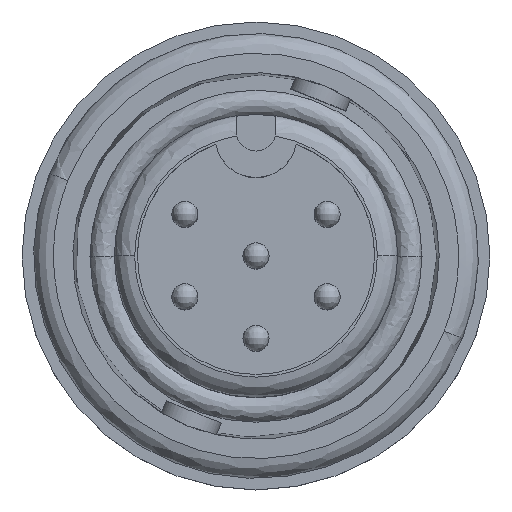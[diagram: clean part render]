
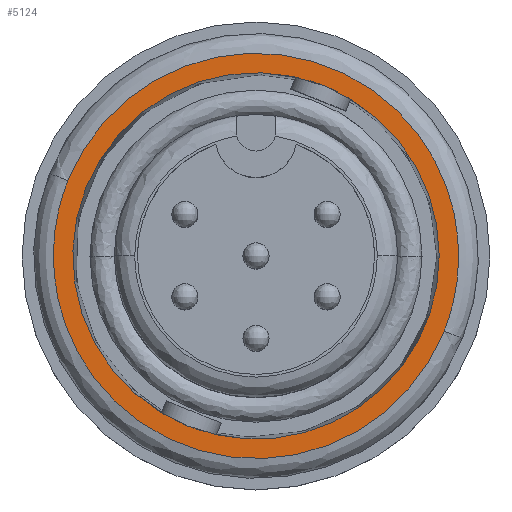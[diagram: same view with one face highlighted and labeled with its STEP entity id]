
A CAD part, top view. The second image highlights one B-rep face of the part: STEP entity #5124.
In plain terms, the highlighted planar face has unit normal (0, 0, 1).
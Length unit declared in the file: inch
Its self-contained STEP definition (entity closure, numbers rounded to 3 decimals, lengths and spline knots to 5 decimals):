
#238 =( BOUNDED_CURVE ( )  B_SPLINE_CURVE ( 3, ( #20761, #3835, #469, #12370 ),
 .UNSPECIFIED., .F., .F. ) 
 B_SPLINE_CURVE_WITH_KNOTS ( ( 4, 4 ),
 ( 0., 1. ),
 .UNSPECIFIED. ) 
 CURVE ( )  GEOMETRIC_REPRESENTATION_ITEM ( )  RATIONAL_B_SPLINE_CURVE ( ( 1., 0.333, 0.333, 1. ) ) 
 REPRESENTATION_ITEM ( '' )  );
#285 = VERTEX_POINT ( 'NONE', #10824 ) ;
#469 = CARTESIAN_POINT ( 'NONE',  ( -0.51394, -0.45678, -0.058 ) ) ;
#1416 = AXIS2_PLACEMENT_3D ( 'NONE', #16697, #6523, #18418 ) ;
#1570 = CARTESIAN_POINT ( 'NONE',  ( 0.2855, -0.11422, -0.058 ) ) ;
#1725 = ORIENTED_EDGE ( 'NONE', *, *, #20653, .F. ) ;
#2507 = CARTESIAN_POINT ( 'NONE',  ( 0., 0., -0.058 ) ) ;
#3119 = AXIS2_PLACEMENT_3D ( 'NONE', #2507, #14389, #4207 ) ;
#3835 = CARTESIAN_POINT ( 'NONE',  ( 0.05706, -0.68522, -0.058 ) ) ;
#4073 = DIRECTION ( 'NONE',  ( 0., 0., -1. ) ) ;
#4207 = DIRECTION ( 'NONE',  ( 1., 0., 0. ) ) ;
#5124 = ADVANCED_FACE ( 'NONE', ( #9283, #9824 ), #14242, .F. ) ;
#5464 = VERTEX_POINT ( 'NONE', #9942 ) ;
#6523 = DIRECTION ( 'NONE',  ( 0., 0., 1. ) ) ;
#7034 = DIRECTION ( 'NONE',  ( 0., 0., 1. ) ) ;
#7081 = CARTESIAN_POINT ( 'NONE',  ( 0.10326, 0.25811, -0.058 ) ) ;
#8079 = ORIENTED_EDGE ( 'NONE', *, *, #21657, .F. ) ;
#9031 = CARTESIAN_POINT ( 'NONE',  ( 0., 0., -0.058 ) ) ;
#9267 = EDGE_CURVE ( 'NONE', #19327, #17955, #19689, .T. ) ;
#9283 = FACE_OUTER_BOUND ( 'NONE', #21660, .T. ) ;
#9583 = AXIS2_PLACEMENT_3D ( 'NONE', #9031, #4073, #15936 ) ;
#9824 = FACE_BOUND ( 'NONE', #19313, .T. ) ;
#9942 = CARTESIAN_POINT ( 'NONE',  ( -0.2855, 0.11422, -0.058 ) ) ;
#10061 = CARTESIAN_POINT ( 'NONE',  ( -0.2855, 0.11422, -0.058 ) ) ;
#10488 = AXIS2_PLACEMENT_3D ( 'NONE', #17215, #7034, #18944 ) ;
#10749 = ORIENTED_EDGE ( 'NONE', *, *, #9267, .F. ) ;
#10824 = CARTESIAN_POINT ( 'NONE',  ( -0.10326, -0.25811, -0.058 ) ) ;
#11642 = CARTESIAN_POINT ( 'NONE',  ( 0.278, 0., -0.058 ) ) ;
#11757 = CARTESIAN_POINT ( 'NONE',  ( 0.51394, 0.45678, -0.058 ) ) ;
#12370 = CARTESIAN_POINT ( 'NONE',  ( -0.2855, 0.11422, -0.058 ) ) ;
#14025 = CARTESIAN_POINT ( 'NONE',  ( 0.2855, -0.11422, -0.058 ) ) ;
#14242 = PLANE ( 'NONE',  #9583 ) ;
#14389 = DIRECTION ( 'NONE',  ( 0., 0., 1. ) ) ;
#15134 =( BOUNDED_CURVE ( )  B_SPLINE_CURVE ( 3, ( #10061, #20233, #11757, #1570 ),
 .UNSPECIFIED., .F., .F. ) 
 B_SPLINE_CURVE_WITH_KNOTS ( ( 4, 4 ),
 ( 0., 1. ),
 .UNSPECIFIED. ) 
 CURVE ( )  GEOMETRIC_REPRESENTATION_ITEM ( )  RATIONAL_B_SPLINE_CURVE ( ( 1., 0.333, 0.333, 1. ) ) 
 REPRESENTATION_ITEM ( '' )  );
#15596 = CIRCLE ( 'NONE', #3119, 0.278 ) ;
#15936 = DIRECTION ( 'NONE',  ( -1., 0., 0. ) ) ;
#16697 = CARTESIAN_POINT ( 'NONE',  ( 0., 0., -0.058 ) ) ;
#16873 = VERTEX_POINT ( 'NONE', #14025 ) ;
#16918 = ORIENTED_EDGE ( 'NONE', *, *, #19643, .F. ) ;
#17215 = CARTESIAN_POINT ( 'NONE',  ( 0., 0., -0.058 ) ) ;
#17955 = VERTEX_POINT ( 'NONE', #7081 ) ;
#17993 = EDGE_CURVE ( 'NONE', #16873, #5464, #238, .T. ) ;
#18288 = ORIENTED_EDGE ( 'NONE', *, *, #17993, .F. ) ;
#18418 = DIRECTION ( 'NONE',  ( 1., 0., 0. ) ) ;
#18944 = DIRECTION ( 'NONE',  ( 1., 0., 0. ) ) ;
#18955 = CIRCLE ( 'NONE', #1416, 0.278 ) ;
#19313 = EDGE_LOOP ( 'NONE', ( #16918, #1725, #10749 ) ) ;
#19327 = VERTEX_POINT ( 'NONE', #11642 ) ;
#19643 = EDGE_CURVE ( 'NONE', #285, #19327, #15596, .T. ) ;
#19689 = CIRCLE ( 'NONE', #10488, 0.278 ) ;
#20233 = CARTESIAN_POINT ( 'NONE',  ( -0.05706, 0.68522, -0.058 ) ) ;
#20653 = EDGE_CURVE ( 'NONE', #17955, #285, #18955, .T. ) ;
#20761 = CARTESIAN_POINT ( 'NONE',  ( 0.2855, -0.11422, -0.058 ) ) ;
#21657 = EDGE_CURVE ( 'NONE', #5464, #16873, #15134, .T. ) ;
#21660 = EDGE_LOOP ( 'NONE', ( #8079, #18288 ) ) ;
